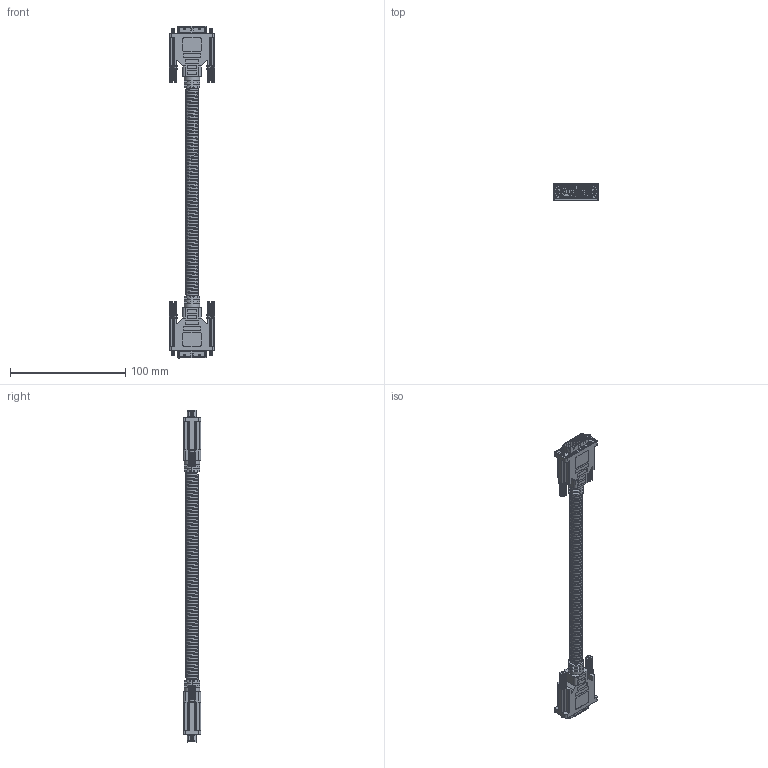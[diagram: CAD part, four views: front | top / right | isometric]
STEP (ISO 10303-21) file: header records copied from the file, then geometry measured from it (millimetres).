
FILE_DESCRIPTION (( 'STEP AP214' ), '1' );
FILE_NAME ('CTLDVIMT.STEP', '2013-02-22T15:02:57', ( 'x' ), ( '' ), 'SwSTEP 2.0', 'SolidWorks 2012', '' );
FILE_SCHEMA (( 'AUTOMOTIVE_DESIGN' ));
Length unit declared in the file: millimetre
Products named in the file (8): CTLDVIMT-MA1_HDMICARAMT; DVI-DL CABLELINE_默认1; DVI-DL(24+1)MM ASM1; DVI-DL(24+1)M HOUSING_默认1; DVI-DL(24+1)M METAL CAN_默认1; SCREW_默认1; dvi-DL(24+1)MM+inner molding_默认1; CTLDVIMT
Assembly tree (9 placements, depth 3):
  CTLDVIMT
    DVI-DL(24+1)MM ASM1  x2
      dvi-DL(24+1)MM+inner molding_默认1
      SCREW_默认1
      DVI-DL(24+1)M METAL CAN_默认1
      DVI-DL(24+1)M HOUSING_默认1
    DVI-DL CABLELINE_默认1
    CTLDVIMT-MA1_HDMICARAMT
Bounding box: 39.07 x 15 x 287.9 mm (x, y, z)
Volume: 42037.6 mm3; surface area: 58518.9 mm2
Topology: 24 solids, 24 shells, 3417 faces, 9037 edges, 5844 vertices
Faces by surface type: plane 1882, cylinder 778, bspline 617, cone 140
Entity records: 66371 total; most frequent: CARTESIAN_POINT 29420, ORIENTED_EDGE 8260, DIRECTION 6786, EDGE_CURVE 4130, LINE 2710, VECTOR 2710, VERTEX_POINT 2666, AXIS2_PLACEMENT_3D 2038
